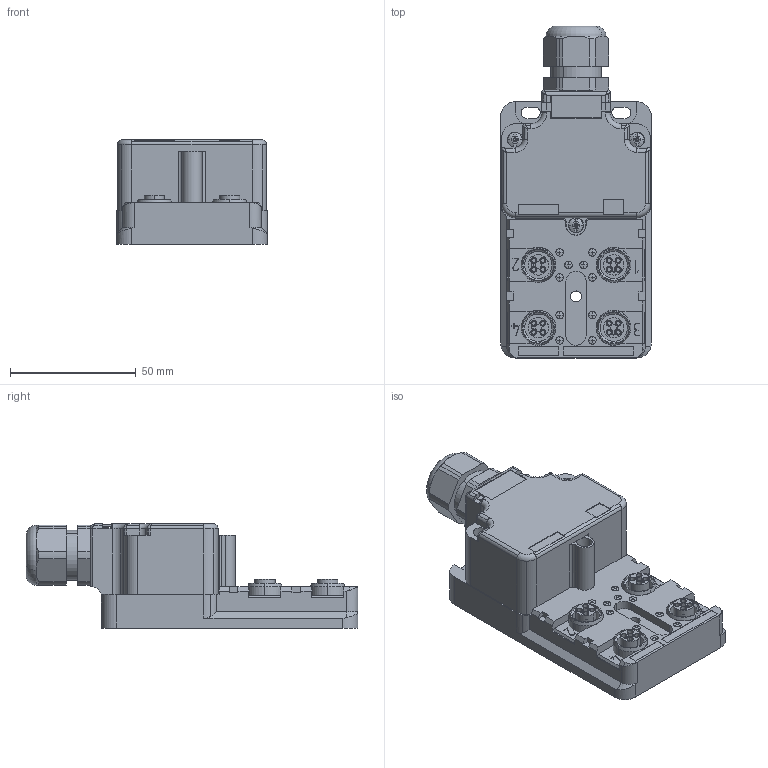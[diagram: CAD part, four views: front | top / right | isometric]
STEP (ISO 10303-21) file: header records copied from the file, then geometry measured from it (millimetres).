
FILE_DESCRIPTION(('CATIA V5 STEP Exchange','CAx-IF Rec.Pracs.--- Model Styling and Organization---1.4--- 2014-01-23'),'2;1');
FILE_NAME ('013262-3_0', '2020-06-09T08:12:29+00:00', ('none'), ('Weidmueller'), 'CATIA Version 5-6 Release 2016 SP3 HF44', 'CATIA V5 STEP AP214', 'none');
FILE_SCHEMA(('AUTOMOTIVE_DESIGN { 1 0 10303 214 1 1 1 1 }'));
Length unit declared in the file: millimetre
Products named in the file (1): 1431490000
Bounding box: 60 x 132 x 41.5 mm (x, y, z)
Volume: 164643.2 mm3; surface area: 34621.7 mm2
Topology: 14 solids, 21 shells, 1046 faces, 2804 edges, 1778 vertices
Faces by surface type: plane 494, cylinder 352, cone 88, sphere 52, bspline 31, torus 29
Entity records: 35561 total; most frequent: CARTESIAN_POINT 11224, ORIENTED_EDGE 5496, DIRECTION 4043, EDGE_CURVE 2750, VERTEX_POINT 1778, AXIS2_PLACEMENT_3D 1585, VECTOR 1519, LINE 1519
